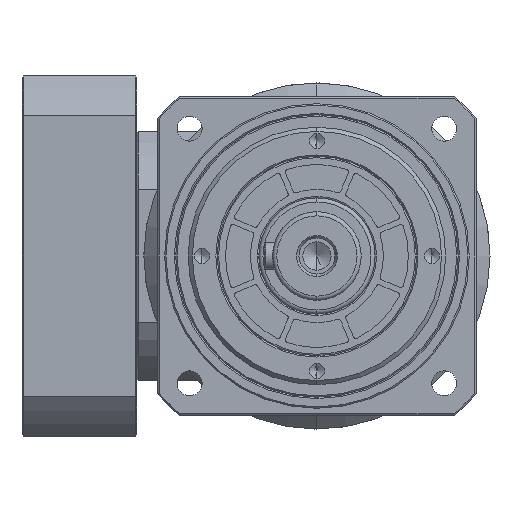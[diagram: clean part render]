
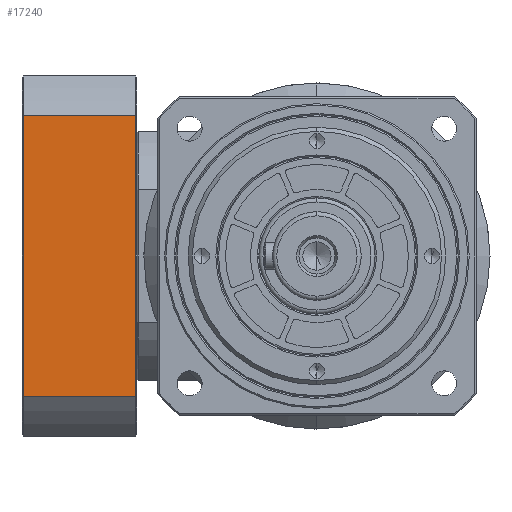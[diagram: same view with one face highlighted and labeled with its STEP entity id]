
A CAD part, left-side view. The second image highlights one B-rep face of the part: STEP entity #17240.
In plain terms, the highlighted face is planar.
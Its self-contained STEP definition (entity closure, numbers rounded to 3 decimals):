
#15970=DIRECTION('',(-1.,0.,0.));
#15971=VECTOR('',#15970,40.7);
#15972=CARTESIAN_POINT('',(41.1,-50.806,65.));
#15973=LINE('',#15972,#15971);
#15982=DIRECTION('',(1.,0.,0.));
#15983=VECTOR('',#15982,40.7);
#15984=CARTESIAN_POINT('',(0.4,50.806,65.));
#15985=LINE('',#15984,#15983);
#16199=DIRECTION('',(0.,1.,0.));
#16200=VECTOR('',#16199,101.612);
#16201=CARTESIAN_POINT('',(0.4,-50.806,65.));
#16202=LINE('',#16201,#16200);
#16665=DIRECTION('',(0.,-1.,0.));
#16666=VECTOR('',#16665,101.612);
#16667=CARTESIAN_POINT('',(41.1,50.806,65.));
#16668=LINE('',#16667,#16666);
#16795=CARTESIAN_POINT('',(0.4,-50.806,65.));
#16797=VERTEX_POINT('',#16795);
#16852=CARTESIAN_POINT('',(41.1,-50.806,65.));
#16853=VERTEX_POINT('',#16852);
#16890=CARTESIAN_POINT('',(0.4,50.806,65.));
#16891=VERTEX_POINT('',#16890);
#16957=CARTESIAN_POINT('',(41.1,50.806,65.));
#16959=VERTEX_POINT('',#16957);
#17226=CARTESIAN_POINT('',(0.,-50.806,65.));
#17227=DIRECTION('',(0.,0.,-1.));
#17228=DIRECTION('',(-1.,0.,0.));
#17229=AXIS2_PLACEMENT_3D('',#17226,#17227,#17228);
#17230=PLANE('',#17229);
#17232=ORIENTED_EDGE('',*,*,#17231,.T.);
#17234=ORIENTED_EDGE('',*,*,#17233,.T.);
#17235=ORIENTED_EDGE('',*,*,#17216,.T.);
#17237=ORIENTED_EDGE('',*,*,#17236,.T.);
#17238=EDGE_LOOP('',(#17232,#17234,#17235,#17237));
#17239=FACE_OUTER_BOUND('',#17238,.F.);
#17240=ADVANCED_FACE('',(#17239),#17230,.F.);
#17216=EDGE_CURVE('',#16853,#16797,#15973,.T.);
#17231=EDGE_CURVE('',#16891,#16959,#15985,.T.);
#17233=EDGE_CURVE('',#16959,#16853,#16668,.T.);
#17236=EDGE_CURVE('',#16797,#16891,#16202,.T.);
